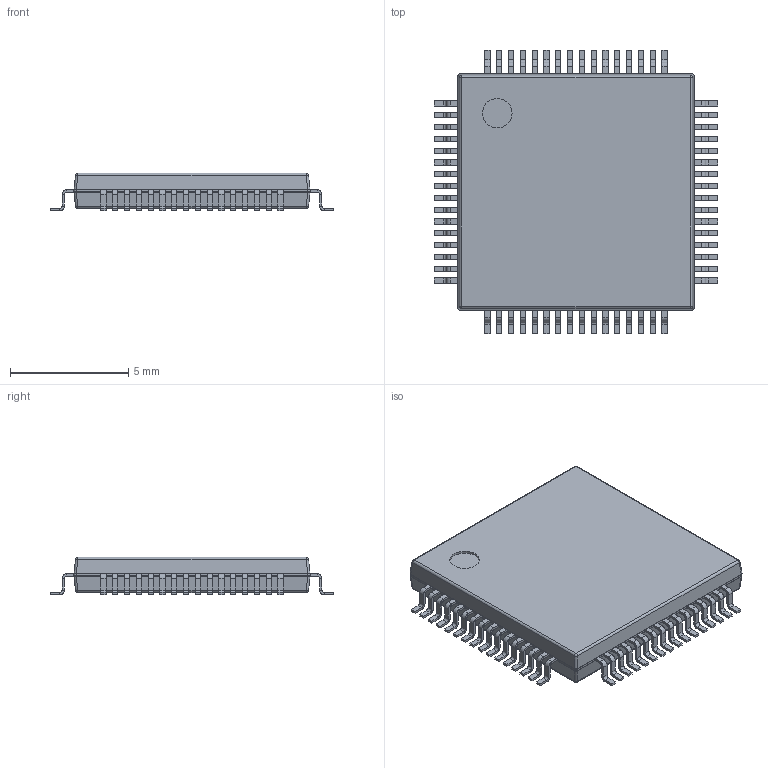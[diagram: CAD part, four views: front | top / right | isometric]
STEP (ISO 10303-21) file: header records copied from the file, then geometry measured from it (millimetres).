
FILE_DESCRIPTION(/* description */ (''),/* implementation_level */ '2;1');
FILE_NAME(/* name */ 'INFINEON PG-LQFP-64-26.step',/* time_stamp */ '2022-09-18T23:39:48+01:00',/* author */ (''),/* organization */ (''),/* preprocessor_version */ 'ST-DEVELOPER v19',/* originating_system */ 'Autodesk Translation Framework v11.7.0.108',/* authorisation */ '');
FILE_SCHEMA (('AUTOMOTIVE_DESIGN { 1 0 10303 214 3 1 1 }'));
Length unit declared in the file: millimetre
Products named in the file (7): INFINEON PG-LQFP-64-26; 9458516816; Open CASCADE STEP translator 7.5 15.1; Body; Open CASCADE STEP translator 7.5 15.2.1; Leader; Leader (1)
Assembly tree (68 placements, depth 4):
  INFINEON PG-LQFP-64-26
    9458516816
      Open CASCADE STEP translator 7.5 15.1
      Body
        Open CASCADE STEP translator 7.5 15.2.1
      Leader  x32
      Leader (1)  x32
Bounding box: 12 x 12 x 1.6 mm (x, y, z)
Volume: 150 mm3; surface area: 324 mm2
Topology: 65 solids, 66 shells, 1469 faces, 2940 edges, 1595 vertices
Faces by surface type: plane 1168, cylinder 285, bspline 8, sphere 8
Full cylindrical faces by diameter (mm): 1.25 x1
Entity records: 4258 total; most frequent: CARTESIAN_POINT 1563, DIRECTION 575, ORIENTED_EDGE 407, AXIS2_PLACEMENT_3D 223, EDGE_CURVE 204, LINE 129, VECTOR 129, VERTEX_POINT 107
